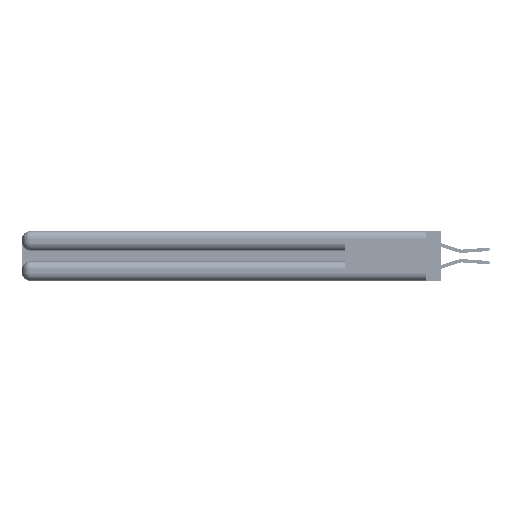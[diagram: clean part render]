
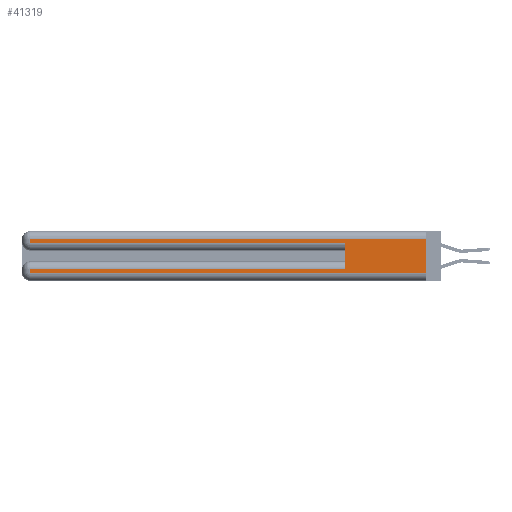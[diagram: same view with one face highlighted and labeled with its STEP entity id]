
A CAD part, left-side view. The second image highlights one B-rep face of the part: STEP entity #41319.
In plain terms, the highlighted planar face has unit normal (-1, 0, 0).
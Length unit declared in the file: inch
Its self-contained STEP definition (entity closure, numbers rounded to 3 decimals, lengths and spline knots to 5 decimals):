
#1 = VERTEX_POINT ( 'NONE', #44970 ) ;
#519 = LINE ( 'NONE', #40999, #32812 ) ;
#1195 = DIRECTION ( 'NONE',  ( 0., 0., -1. ) ) ;
#1617 = DIRECTION ( 'NONE',  ( 0., -1., 0. ) ) ;
#1879 = ORIENTED_EDGE ( 'NONE', *, *, #13658, .T. ) ;
#2100 = LINE ( 'NONE', #3752, #56095 ) ;
#3133 = LINE ( 'NONE', #20098, #36714 ) ;
#3135 = AXIS2_PLACEMENT_3D ( 'NONE', #17073, #47585, #21464 ) ;
#3752 = CARTESIAN_POINT ( 'NONE',  ( 0., 2.94, 0.37 ) ) ;
#6767 = ORIENTED_EDGE ( 'NONE', *, *, #51514, .T. ) ;
#6792 = CARTESIAN_POINT ( 'NONE',  ( 0., 0., 0.085 ) ) ;
#7148 = CARTESIAN_POINT ( 'NONE',  ( 0., 0., 0.31 ) ) ;
#7495 = VECTOR ( 'NONE', #46119, 39.37008 ) ;
#8212 = DIRECTION ( 'NONE',  ( 0., 0., -1. ) ) ;
#8571 = VERTEX_POINT ( 'NONE', #20511 ) ;
#10619 = VECTOR ( 'NONE', #1195, 39.37008 ) ;
#11572 = DIRECTION ( 'NONE',  ( 0., 1., 0. ) ) ;
#11861 = DIRECTION ( 'NONE',  ( 0., 0., -1. ) ) ;
#12005 = VECTOR ( 'NONE', #11861, 39.37008 ) ;
#12428 = EDGE_CURVE ( 'NONE', #26173, #8571, #19107, .T. ) ;
#13658 = EDGE_CURVE ( 'NONE', #23366, #27393, #40125, .T. ) ;
#14205 = CARTESIAN_POINT ( 'NONE',  ( 0., 2.94, 0.285 ) ) ;
#14220 = LINE ( 'NONE', #7148, #15610 ) ;
#14573 = EDGE_CURVE ( 'NONE', #31282, #1, #3133, .T. ) ;
#15610 = VECTOR ( 'NONE', #11572, 39.37008 ) ;
#17073 = CARTESIAN_POINT ( 'NONE',  ( 0., 0., 0.37 ) ) ;
#18550 = FACE_OUTER_BOUND ( 'NONE', #44928, .T. ) ;
#19107 = LINE ( 'NONE', #6792, #7495 ) ;
#20098 = CARTESIAN_POINT ( 'NONE',  ( 0., 0., 0.06 ) ) ;
#20336 = CARTESIAN_POINT ( 'NONE',  ( 0., 0.6, 0.085 ) ) ;
#20511 = CARTESIAN_POINT ( 'NONE',  ( 0., 2.94, 0.085 ) ) ;
#21310 = VERTEX_POINT ( 'NONE', #40283 ) ;
#21464 = DIRECTION ( 'NONE',  ( 0., 0., -1. ) ) ;
#23366 = VERTEX_POINT ( 'NONE', #14205 ) ;
#23465 = CARTESIAN_POINT ( 'NONE',  ( 0., 0., 0.285 ) ) ;
#23586 = DIRECTION ( 'NONE',  ( 0., 0., 1. ) ) ;
#23593 = LINE ( 'NONE', #24663, #12005 ) ;
#24663 = CARTESIAN_POINT ( 'NONE',  ( 0., 0., 0.37 ) ) ;
#25210 = ORIENTED_EDGE ( 'NONE', *, *, #25982, .F. ) ;
#25982 = EDGE_CURVE ( 'NONE', #26173, #27393, #519, .T. ) ;
#26146 = EDGE_CURVE ( 'NONE', #34916, #21310, #14220, .T. ) ;
#26173 = VERTEX_POINT ( 'NONE', #20336 ) ;
#27393 = VERTEX_POINT ( 'NONE', #55863 ) ;
#28549 = VECTOR ( 'NONE', #1617, 39.37008 ) ;
#30068 = ORIENTED_EDGE ( 'NONE', *, *, #14573, .T. ) ;
#31282 = VERTEX_POINT ( 'NONE', #34065 ) ;
#31409 = ORIENTED_EDGE ( 'NONE', *, *, #34250, .T. ) ;
#32812 = VECTOR ( 'NONE', #23586, 39.37008 ) ;
#33939 = LINE ( 'NONE', #44979, #10619 ) ;
#34065 = CARTESIAN_POINT ( 'NONE',  ( 0., 2.94, 0.06 ) ) ;
#34250 = EDGE_CURVE ( 'NONE', #21310, #23366, #33939, .T. ) ;
#34916 = VERTEX_POINT ( 'NONE', #49250 ) ;
#36714 = VECTOR ( 'NONE', #46441, 39.37008 ) ;
#40125 = LINE ( 'NONE', #23465, #28549 ) ;
#40283 = CARTESIAN_POINT ( 'NONE',  ( 0., 2.94, 0.31 ) ) ;
#40999 = CARTESIAN_POINT ( 'NONE',  ( 0., 0.6, 0.145 ) ) ;
#41319 = ADVANCED_FACE ( 'NONE', ( #18550 ), #43251, .F. ) ;
#43251 = PLANE ( 'NONE',  #3135 ) ;
#44928 = EDGE_LOOP ( 'NONE', ( #49014, #53130, #31409, #1879, #25210, #46378, #6767, #30068 ) ) ;
#44970 = CARTESIAN_POINT ( 'NONE',  ( 0., 0., 0.06 ) ) ;
#44979 = CARTESIAN_POINT ( 'NONE',  ( 0., 2.94, 0.37 ) ) ;
#46119 = DIRECTION ( 'NONE',  ( 0., 1., 0. ) ) ;
#46378 = ORIENTED_EDGE ( 'NONE', *, *, #12428, .T. ) ;
#46441 = DIRECTION ( 'NONE',  ( 0., -1., 0. ) ) ;
#47027 = EDGE_CURVE ( 'NONE', #34916, #1, #23593, .T. ) ;
#47585 = DIRECTION ( 'NONE',  ( 1., 0., 0. ) ) ;
#49014 = ORIENTED_EDGE ( 'NONE', *, *, #47027, .F. ) ;
#49250 = CARTESIAN_POINT ( 'NONE',  ( 0., 0., 0.31 ) ) ;
#51514 = EDGE_CURVE ( 'NONE', #8571, #31282, #2100, .T. ) ;
#53130 = ORIENTED_EDGE ( 'NONE', *, *, #26146, .T. ) ;
#55863 = CARTESIAN_POINT ( 'NONE',  ( 0., 0.6, 0.285 ) ) ;
#56095 = VECTOR ( 'NONE', #8212, 39.37008 ) ;
